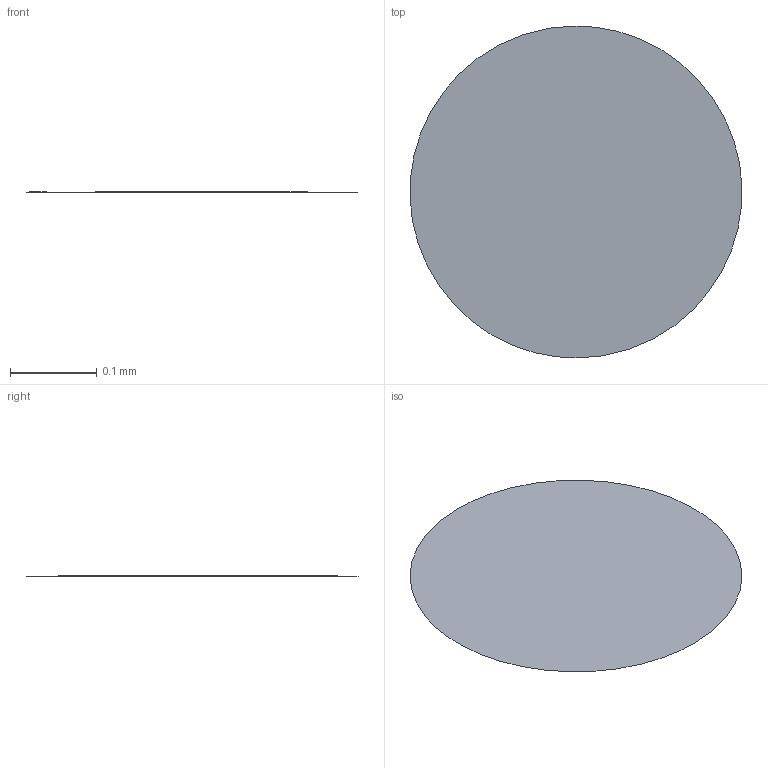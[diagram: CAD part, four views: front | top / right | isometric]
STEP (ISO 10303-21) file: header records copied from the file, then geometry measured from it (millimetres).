
FILE_DESCRIPTION(('FreeCAD Model'),'2;1');
FILE_NAME('Bloque 009.stp','2016-01-27T22:41:23',('FreeCAD'),('FreeCAD'), 'Open CASCADE STEP processor 6.8','FreeCAD','Unknown');
FILE_SCHEMA(('AUTOMOTIVE_DESIGN_CC2 { 1 2 10303 214 -1 1 5 4 }'));
Length unit declared in the file: millimetre
Products named in the file (1): Open CASCADE STEP translator 6.8 397
Bounding box: 0.38 x 0.38 x 0 mm (x, y, z)
Surface area: 0.1 mm2 (no closed solid volume)
Topology: 0 solids, 1 shells, 1 faces, 2 edges, 2 vertices
Faces by surface type: plane 1
Entity records: 60 total; most frequent: CARTESIAN_POINT 24, DIRECTION 4, AXIS2_PLACEMENT_3D 2, ORIENTED_EDGE 2, EDGE_CURVE 2, VERTEX_POINT 2, SURFACE_CURVE 2, PCURVE 2
